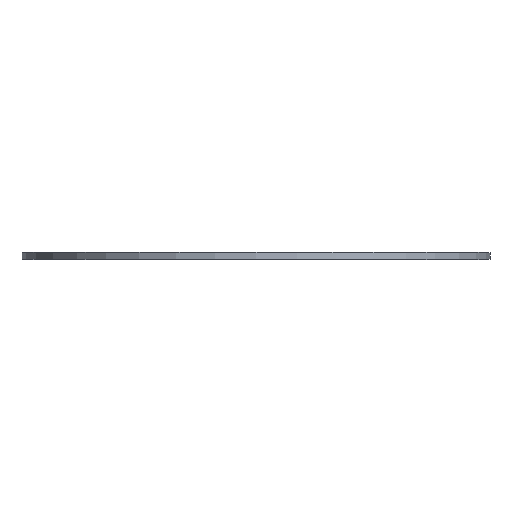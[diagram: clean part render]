
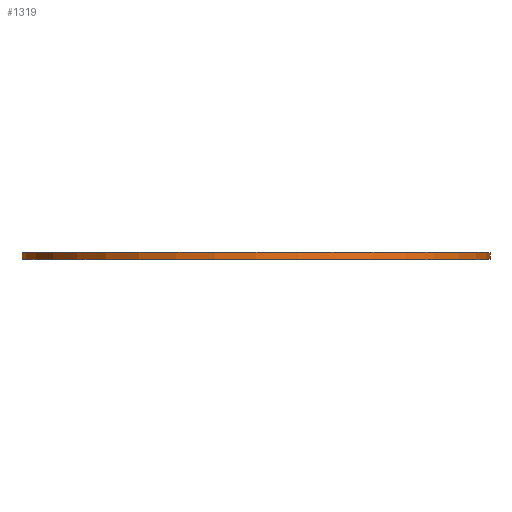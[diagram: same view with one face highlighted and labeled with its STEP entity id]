
A CAD part, top view. The second image highlights one B-rep face of the part: STEP entity #1319.
In plain terms, the highlighted cylindrical face has radius 37.4 mm (diameter 74.8 mm), a partial arc.
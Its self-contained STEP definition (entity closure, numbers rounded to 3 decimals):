
#771=EDGE_CURVE('',#1423,#1577,#2017,.T.);
#1207=EDGE_CURVE('',#1331,#1467,#2495,.T.);
#1319=ADVANCED_FACE('',(#2618),#2619,.T.);
#1331=VERTEX_POINT('',#2632);
#1383=EDGE_CURVE('',#1577,#1331,#2692,.T.);
#1423=VERTEX_POINT('',#2734);
#1467=VERTEX_POINT('',#2782);
#1577=VERTEX_POINT('',#2900);
#1799=EDGE_CURVE('',#1467,#1423,#3149,.T.);
#2017=CIRCLE('',#3429,37.4);
#2495=CIRCLE('',#4129,37.4);
#2618=FACE_OUTER_BOUND('',#4301,.T.);
#2619=CYLINDRICAL_SURFACE('',#4302,37.4);
#2632=CARTESIAN_POINT('',(-37.4,1.1,0.));
#2692=LINE('',#4407,#4408);
#2734=CARTESIAN_POINT('',(37.4,0.0,0.0));
#2782=CARTESIAN_POINT('',(37.4,1.1,0.0));
#2900=CARTESIAN_POINT('',(-37.4,0.0,0.));
#3149=LINE('',#5046,#5047);
#3429=AXIS2_PLACEMENT_3D('',#5294,#5295,#5296);
#4129=AXIS2_PLACEMENT_3D('',#5781,#5782,#5783);
#4301=EDGE_LOOP('',(#5902,#5903,#5904,#5905));
#4302=AXIS2_PLACEMENT_3D('',#5906,#5907,#5908);
#4407=CARTESIAN_POINT('',(-37.4,0.55,0.));
#4408=VECTOR('',#5999,1.0);
#5046=CARTESIAN_POINT('',(37.4,0.55,0.));
#5047=VECTOR('',#6438,1.0);
#5294=CARTESIAN_POINT('',(0.0,0.0,0.0));
#5295=DIRECTION('',(0.0,-1.0,0.0));
#5296=DIRECTION('',(1.0,0.0,0.0));
#5781=CARTESIAN_POINT('',(0.0,1.1,0.0));
#5782=DIRECTION('',(-0.0,1.0,0.0));
#5783=DIRECTION('',(1.0,0.0,0.0));
#5902=ORIENTED_EDGE('',*,*,#1799,.F.);
#5903=ORIENTED_EDGE('',*,*,#1207,.F.);
#5904=ORIENTED_EDGE('',*,*,#1383,.F.);
#5905=ORIENTED_EDGE('',*,*,#771,.F.);
#5906=CARTESIAN_POINT('',(0.0,0.55,0.0));
#5907=DIRECTION('',(-0.0,1.0,-0.0));
#5908=DIRECTION('',(1.0,0.0,0.0));
#5999=DIRECTION('',(-0.0,1.0,-0.0));
#6438=DIRECTION('',(0.0,-1.0,0.0));
